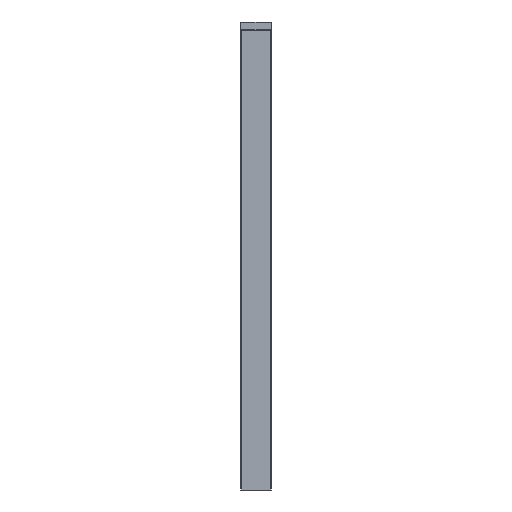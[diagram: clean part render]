
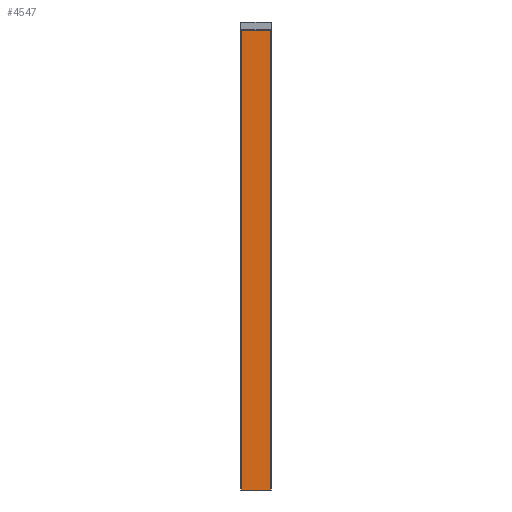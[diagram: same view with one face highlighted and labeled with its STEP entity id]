
A CAD part, front view. The second image highlights one B-rep face of the part: STEP entity #4547.
In plain terms, the highlighted planar face has unit normal (0, -1, 0).
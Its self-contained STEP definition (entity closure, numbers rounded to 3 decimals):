
#158 = DIRECTION ( 'NONE',  ( 0., 0., -1. ) ) ;
#485 = LINE ( 'NONE', #5964, #1286 ) ;
#529 = EDGE_CURVE ( 'NONE', #5948, #6066, #4512, .T. ) ;
#1074 = CARTESIAN_POINT ( 'NONE',  ( 0., 0., 3050. ) ) ;
#1286 = VECTOR ( 'NONE', #5438, 1000. ) ;
#1650 = DIRECTION ( 'NONE',  ( -1., 0., 0. ) ) ;
#1777 = CARTESIAN_POINT ( 'NONE',  ( 97.5, 0., 2994.341 ) ) ;
#1891 = CARTESIAN_POINT ( 'NONE',  ( -97.5, 0., 2994.341 ) ) ;
#1900 = CARTESIAN_POINT ( 'NONE',  ( -97.5, 0., 3050. ) ) ;
#1954 = VECTOR ( 'NONE', #5829, 1000. ) ;
#1956 = ORIENTED_EDGE ( 'NONE', *, *, #4443, .T. ) ;
#2119 = FACE_OUTER_BOUND ( 'NONE', #3252, .T. ) ;
#2378 = EDGE_CURVE ( 'NONE', #5948, #5046, #2705, .T. ) ;
#2705 = LINE ( 'NONE', #6394, #1954 ) ;
#3247 = DIRECTION ( 'NONE',  ( 0., 1., 0. ) ) ;
#3252 = EDGE_LOOP ( 'NONE', ( #6208, #4261, #3648, #1956 ) ) ;
#3648 = ORIENTED_EDGE ( 'NONE', *, *, #6409, .T. ) ;
#3670 = AXIS2_PLACEMENT_3D ( 'NONE', #1074, #3247, #1650 ) ;
#3781 = PLANE ( 'NONE',  #3670 ) ;
#4169 = VECTOR ( 'NONE', #5185, 1000. ) ;
#4261 = ORIENTED_EDGE ( 'NONE', *, *, #2378, .T. ) ;
#4443 = EDGE_CURVE ( 'NONE', #5303, #6066, #485, .T. ) ;
#4512 = LINE ( 'NONE', #5077, #5240 ) ;
#4547 = ADVANCED_FACE ( 'NONE', ( #2119 ), #3781, .F. ) ;
#4695 = CARTESIAN_POINT ( 'NONE',  ( -97.5, 0., 0. ) ) ;
#5046 = VERTEX_POINT ( 'NONE', #1891 ) ;
#5076 = LINE ( 'NONE', #1900, #4169 ) ;
#5077 = CARTESIAN_POINT ( 'NONE',  ( 97.5, 0., 3050. ) ) ;
#5185 = DIRECTION ( 'NONE',  ( 0., 0., -1. ) ) ;
#5193 = CARTESIAN_POINT ( 'NONE',  ( 97.5, 0., 0. ) ) ;
#5240 = VECTOR ( 'NONE', #158, 1000. ) ;
#5303 = VERTEX_POINT ( 'NONE', #4695 ) ;
#5438 = DIRECTION ( 'NONE',  ( 1., 0., 0. ) ) ;
#5829 = DIRECTION ( 'NONE',  ( -1., 0., 0. ) ) ;
#5948 = VERTEX_POINT ( 'NONE', #1777 ) ;
#5964 = CARTESIAN_POINT ( 'NONE',  ( 0., 0., 0. ) ) ;
#6066 = VERTEX_POINT ( 'NONE', #5193 ) ;
#6208 = ORIENTED_EDGE ( 'NONE', *, *, #529, .F. ) ;
#6394 = CARTESIAN_POINT ( 'NONE',  ( 98.5, 0., 2994.341 ) ) ;
#6409 = EDGE_CURVE ( 'NONE', #5046, #5303, #5076, .T. ) ;
